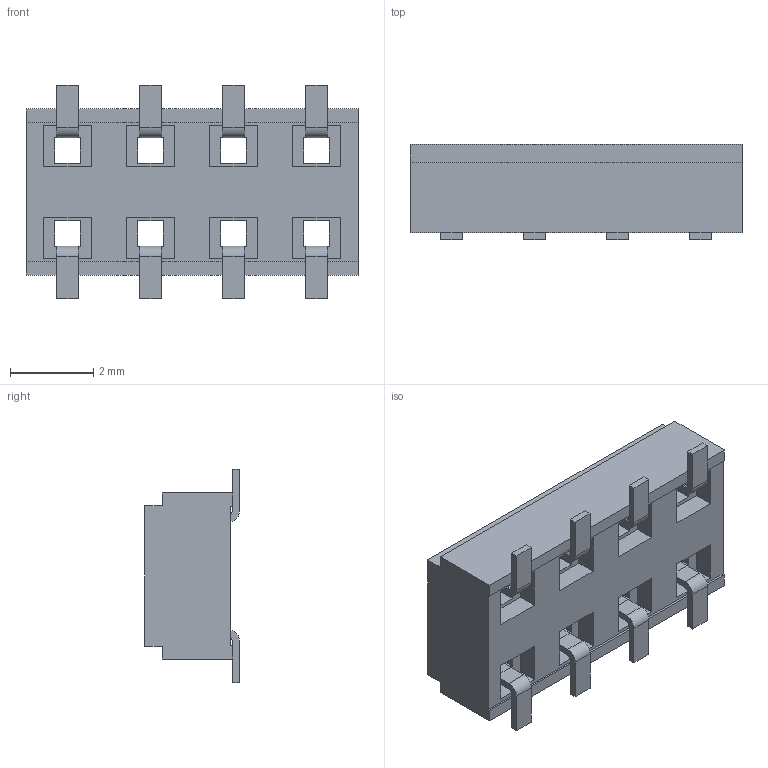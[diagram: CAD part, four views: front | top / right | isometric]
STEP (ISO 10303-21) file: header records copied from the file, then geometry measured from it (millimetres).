
FILE_DESCRIPTION(/* description */ ('STEP AP214'),/* implementation_level */ '2;1');
FILE_NAME(/* name */ 'CLT-104-02-G-D-TR',/* time_stamp */ '2024-01-14T21:36:42+01:00',/* author */ ('License CC BY-ND 4.0'),/* organization */ ('CADENAS'),/* preprocessor_version */ 'ST-DEVELOPER v19.3',/* originating_system */ 'PARTsolutions',/* authorisation */ ' ');
FILE_SCHEMA (('AUTOMOTIVE_DESIGN {1 0 10303 214 3 1 1}'));
Length unit declared in the file: inch
Products named in the file (3): CLT-104-02-G-D-TR; C-0402-G-_pins; CLT-104-02-G-D-TR_socket
Assembly tree (2 placements, depth 2):
  CLT-104-02-G-D-TR
    C-0402-G-_pins
    CLT-104-02-G-D-TR_socket
Bounding box: 8 x 2.29 x 5.16 mm (x, y, z)
Volume: 55.4 mm3; surface area: 204.7 mm2
Topology: 2 solids, 2 shells, 166 faces, 453 edges, 302 vertices
Faces by surface type: plane 147, cylinder 19
Full cylindrical faces by diameter (mm): 0.889 x3
Entity records: 5274 total; most frequent: CARTESIAN_POINT 921, ORIENTED_EDGE 900, DIRECTION 826, EDGE_CURVE 450, LINE 412, VECTOR 412, VERTEX_POINT 302, AXIS2_PLACEMENT_3D 207
